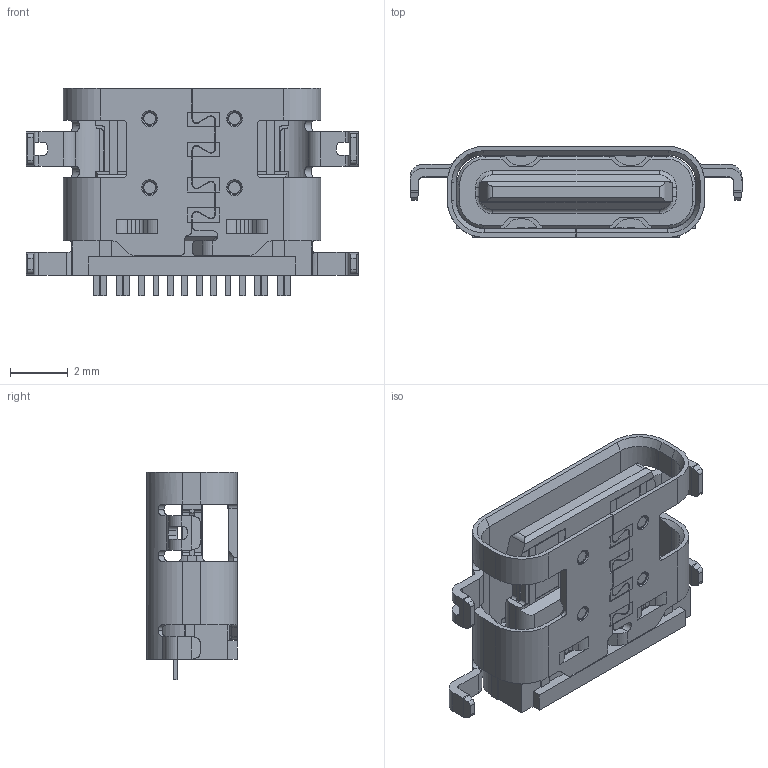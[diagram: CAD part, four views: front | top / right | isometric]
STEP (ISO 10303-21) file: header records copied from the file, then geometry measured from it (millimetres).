
FILE_DESCRIPTION (( 'STEP AP214' ), '1' );
FILE_NAME ('USB4520-03-0-A_revA.STEP', '2021-07-13T04:44:02', ( '' ), ( '' ), 'SwSTEP 2.0', 'SolidWorks 2021', '' );
FILE_SCHEMA (( 'AUTOMOTIVE_DESIGN' ));
Length unit declared in the file: millimetre
Products named in the file (3): Housing mid 2.10; Shell mid 2.1 without spring; USB4520-03-0-A_revA
Assembly tree (2 placements, depth 2):
  USB4520-03-0-A_revA
    Shell mid 2.1 without spring
    Housing mid 2.10
Bounding box: 11.54 x 3.16 x 7.2 mm (x, y, z)
Volume: 96.5 mm3; surface area: 424.6 mm2
Topology: 2 solids, 2 shells, 892 faces, 2483 edges, 1602 vertices
Faces by surface type: plane 630, cylinder 199, cone 33, bspline 30
Entity records: 31519 total; most frequent: CARTESIAN_POINT 6837, ORIENTED_EDGE 4966, DIRECTION 4569, EDGE_CURVE 2483, LINE 1881, VECTOR 1881, VERTEX_POINT 1602, AXIS2_PLACEMENT_3D 1344
